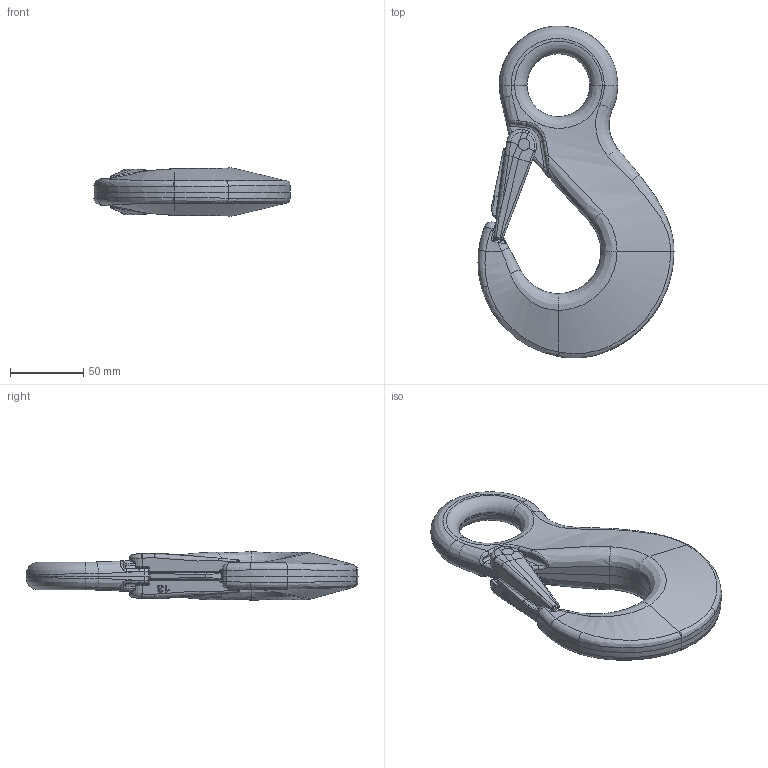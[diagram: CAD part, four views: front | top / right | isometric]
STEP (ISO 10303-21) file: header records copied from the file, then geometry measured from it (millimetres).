
FILE_DESCRIPTION(/* description */ (''),/* implementation_level */ '2;1');
FILE_NAME(/* name */ 'HSW 13 Kundenmodell',/* time_stamp */ '2009-07-20T07:25:35+02:00',/* author */ (''),/* organization */ (''),/* preprocessor_version */ 'ST-DEVELOPER v9',/* originating_system */ 'UGS - NX 4.0',/* authorisation */ '');
FILE_SCHEMA (('AUTOMOTIVE_DESIGN { 1 0 10303 214 1 1 1 1 }'));
Length unit declared in the file: millimetre
Products named in the file (1): rit3FD32cpx
Bounding box: 134 x 226.97 x 32.96 mm (x, y, z)
Volume: 327090.1 mm3; surface area: 81903 mm2
Topology: 3 solids, 3 shells, 478 faces, 1199 edges, 724 vertices
Faces by surface type: bspline 156, plane 137, cylinder 127, extrusion 36, torus 16, sphere 6
Full cylindrical faces by diameter (mm): 8 x4, 43 x2
Entity records: 21531 total; most frequent: CARTESIAN_POINT 11673, ORIENTED_EDGE 2362, DIRECTION 1605, EDGE_CURVE 1181, VERTEX_POINT 720, AXIS2_PLACEMENT_3D 607, EDGE_LOOP 497, ADVANCED_FACE 478
